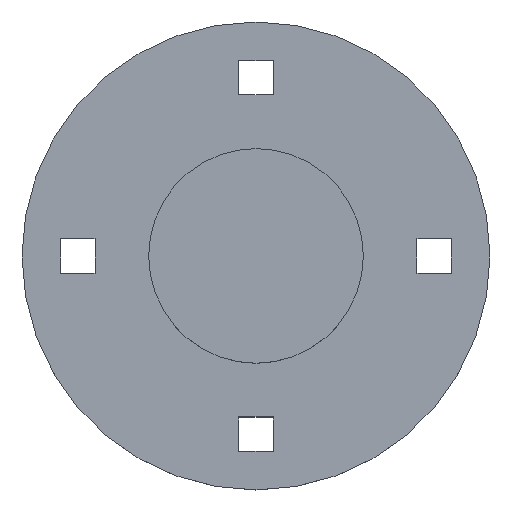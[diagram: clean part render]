
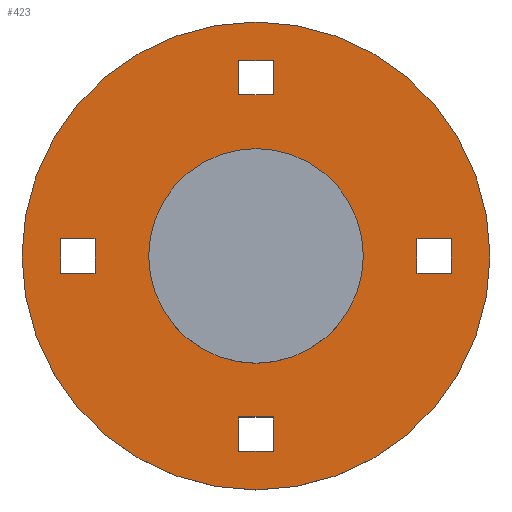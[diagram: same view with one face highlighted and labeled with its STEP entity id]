
A CAD part, top view. The second image highlights one B-rep face of the part: STEP entity #423.
In plain terms, the highlighted planar face has unit normal (0, 0, 1).
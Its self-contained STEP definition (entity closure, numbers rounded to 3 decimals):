
#15=FACE_BOUND('',#71,.T.);
#16=FACE_BOUND('',#72,.T.);
#17=FACE_BOUND('',#73,.T.);
#18=FACE_BOUND('',#74,.T.);
#19=FACE_BOUND('',#75,.T.);
#26=PLANE('',#462);
#47=FACE_OUTER_BOUND('',#70,.T.);
#70=EDGE_LOOP('',(#309));
#71=EDGE_LOOP('',(#310,#311,#312,#313));
#72=EDGE_LOOP('',(#314,#315,#316,#317));
#73=EDGE_LOOP('',(#318,#319,#320,#321));
#74=EDGE_LOOP('',(#322,#323,#324,#325));
#75=EDGE_LOOP('',(#326));
#102=LINE('',#611,#153);
#103=LINE('',#613,#154);
#104=LINE('',#615,#155);
#105=LINE('',#616,#156);
#106=LINE('',#619,#157);
#107=LINE('',#621,#158);
#108=LINE('',#623,#159);
#109=LINE('',#624,#160);
#110=LINE('',#627,#161);
#111=LINE('',#629,#162);
#112=LINE('',#631,#163);
#113=LINE('',#632,#164);
#114=LINE('',#635,#165);
#115=LINE('',#637,#166);
#116=LINE('',#639,#167);
#117=LINE('',#640,#168);
#153=VECTOR('',#502,10.);
#154=VECTOR('',#503,10.);
#155=VECTOR('',#504,10.);
#156=VECTOR('',#505,10.);
#157=VECTOR('',#506,10.);
#158=VECTOR('',#507,10.);
#159=VECTOR('',#508,10.);
#160=VECTOR('',#509,10.);
#161=VECTOR('',#510,10.);
#162=VECTOR('',#511,10.);
#163=VECTOR('',#512,10.);
#164=VECTOR('',#513,10.);
#165=VECTOR('',#514,10.);
#166=VECTOR('',#515,10.);
#167=VECTOR('',#516,10.);
#168=VECTOR('',#517,10.);
#205=CIRCLE('',#463,54.5);
#206=CIRCLE('',#464,25.);
#211=VERTEX_POINT('',#607);
#212=VERTEX_POINT('',#609);
#213=VERTEX_POINT('',#610);
#214=VERTEX_POINT('',#612);
#215=VERTEX_POINT('',#614);
#216=VERTEX_POINT('',#617);
#217=VERTEX_POINT('',#618);
#218=VERTEX_POINT('',#620);
#219=VERTEX_POINT('',#622);
#220=VERTEX_POINT('',#625);
#221=VERTEX_POINT('',#626);
#222=VERTEX_POINT('',#628);
#223=VERTEX_POINT('',#630);
#224=VERTEX_POINT('',#633);
#225=VERTEX_POINT('',#634);
#226=VERTEX_POINT('',#636);
#227=VERTEX_POINT('',#638);
#228=VERTEX_POINT('',#641);
#250=EDGE_CURVE('',#211,#211,#205,.T.);
#251=EDGE_CURVE('',#212,#213,#102,.T.);
#252=EDGE_CURVE('',#213,#214,#103,.T.);
#253=EDGE_CURVE('',#214,#215,#104,.T.);
#254=EDGE_CURVE('',#215,#212,#105,.T.);
#255=EDGE_CURVE('',#216,#217,#106,.T.);
#256=EDGE_CURVE('',#217,#218,#107,.T.);
#257=EDGE_CURVE('',#218,#219,#108,.T.);
#258=EDGE_CURVE('',#219,#216,#109,.T.);
#259=EDGE_CURVE('',#220,#221,#110,.T.);
#260=EDGE_CURVE('',#221,#222,#111,.T.);
#261=EDGE_CURVE('',#222,#223,#112,.T.);
#262=EDGE_CURVE('',#223,#220,#113,.T.);
#263=EDGE_CURVE('',#224,#225,#114,.T.);
#264=EDGE_CURVE('',#225,#226,#115,.T.);
#265=EDGE_CURVE('',#226,#227,#116,.T.);
#266=EDGE_CURVE('',#227,#224,#117,.T.);
#267=EDGE_CURVE('',#228,#228,#206,.T.);
#309=ORIENTED_EDGE('',*,*,#250,.T.);
#310=ORIENTED_EDGE('',*,*,#251,.T.);
#311=ORIENTED_EDGE('',*,*,#252,.T.);
#312=ORIENTED_EDGE('',*,*,#253,.T.);
#313=ORIENTED_EDGE('',*,*,#254,.T.);
#314=ORIENTED_EDGE('',*,*,#255,.T.);
#315=ORIENTED_EDGE('',*,*,#256,.T.);
#316=ORIENTED_EDGE('',*,*,#257,.T.);
#317=ORIENTED_EDGE('',*,*,#258,.T.);
#318=ORIENTED_EDGE('',*,*,#259,.T.);
#319=ORIENTED_EDGE('',*,*,#260,.T.);
#320=ORIENTED_EDGE('',*,*,#261,.T.);
#321=ORIENTED_EDGE('',*,*,#262,.T.);
#322=ORIENTED_EDGE('',*,*,#263,.T.);
#323=ORIENTED_EDGE('',*,*,#264,.T.);
#324=ORIENTED_EDGE('',*,*,#265,.T.);
#325=ORIENTED_EDGE('',*,*,#266,.T.);
#326=ORIENTED_EDGE('',*,*,#267,.F.);
#423=ADVANCED_FACE('',(#47,#15,#16,#17,#18,#19),#26,.T.);
#462=AXIS2_PLACEMENT_3D('',#606,#498,#499);
#463=AXIS2_PLACEMENT_3D('',#608,#500,#501);
#464=AXIS2_PLACEMENT_3D('',#642,#518,#519);
#498=DIRECTION('center_axis',(0.,0.,1.));
#499=DIRECTION('ref_axis',(1.,0.,0.));
#500=DIRECTION('center_axis',(0.,0.,1.));
#501=DIRECTION('ref_axis',(1.,0.,0.));
#502=DIRECTION('',(1.,0.,0.));
#503=DIRECTION('',(0.,-1.,0.));
#504=DIRECTION('',(-1.,0.,0.));
#505=DIRECTION('',(0.,1.,0.));
#506=DIRECTION('',(1.,0.,0.));
#507=DIRECTION('',(0.,-1.,0.));
#508=DIRECTION('',(-1.,0.,0.));
#509=DIRECTION('',(0.,1.,0.));
#510=DIRECTION('',(1.,0.,0.));
#511=DIRECTION('',(0.,-1.,0.));
#512=DIRECTION('',(-1.,0.,0.));
#513=DIRECTION('',(0.,1.,0.));
#514=DIRECTION('',(1.,0.,0.));
#515=DIRECTION('',(0.,-1.,0.));
#516=DIRECTION('',(-1.,0.,0.));
#517=DIRECTION('',(0.,1.,0.));
#518=DIRECTION('center_axis',(0.,0.,1.));
#519=DIRECTION('ref_axis',(1.,0.,0.));
#606=CARTESIAN_POINT('Origin',(0.,0.,5.));
#607=CARTESIAN_POINT('',(-54.5,0.,5.));
#608=CARTESIAN_POINT('Origin',(0.,0.,5.));
#609=CARTESIAN_POINT('',(-4.,45.5,5.));
#610=CARTESIAN_POINT('',(4.,45.5,5.));
#611=CARTESIAN_POINT('',(4.,45.5,5.));
#612=CARTESIAN_POINT('',(4.,37.5,5.));
#613=CARTESIAN_POINT('',(4.,37.5,5.));
#614=CARTESIAN_POINT('',(-4.,37.5,5.));
#615=CARTESIAN_POINT('',(-4.,37.5,5.));
#616=CARTESIAN_POINT('',(-4.,45.5,5.));
#617=CARTESIAN_POINT('',(-45.5,4.,5.));
#618=CARTESIAN_POINT('',(-37.5,4.,5.));
#619=CARTESIAN_POINT('',(-37.5,4.,5.));
#620=CARTESIAN_POINT('',(-37.5,-4.,5.));
#621=CARTESIAN_POINT('',(-37.5,-4.,5.));
#622=CARTESIAN_POINT('',(-45.5,-4.,5.));
#623=CARTESIAN_POINT('',(-45.5,-4.,5.));
#624=CARTESIAN_POINT('',(-45.5,4.,5.));
#625=CARTESIAN_POINT('',(37.5,4.,5.));
#626=CARTESIAN_POINT('',(45.5,4.,5.));
#627=CARTESIAN_POINT('',(45.5,4.,5.));
#628=CARTESIAN_POINT('',(45.5,-4.,5.));
#629=CARTESIAN_POINT('',(45.5,-4.,5.));
#630=CARTESIAN_POINT('',(37.5,-4.,5.));
#631=CARTESIAN_POINT('',(37.5,-4.,5.));
#632=CARTESIAN_POINT('',(37.5,4.,5.));
#633=CARTESIAN_POINT('',(-4.,-37.5,5.));
#634=CARTESIAN_POINT('',(4.,-37.5,5.));
#635=CARTESIAN_POINT('',(4.,-37.5,5.));
#636=CARTESIAN_POINT('',(4.,-45.5,5.));
#637=CARTESIAN_POINT('',(4.,-45.5,5.));
#638=CARTESIAN_POINT('',(-4.,-45.5,5.));
#639=CARTESIAN_POINT('',(-4.,-45.5,5.));
#640=CARTESIAN_POINT('',(-4.,-37.5,5.));
#641=CARTESIAN_POINT('',(-25.,0.,5.));
#642=CARTESIAN_POINT('Origin',(0.,0.,5.));
